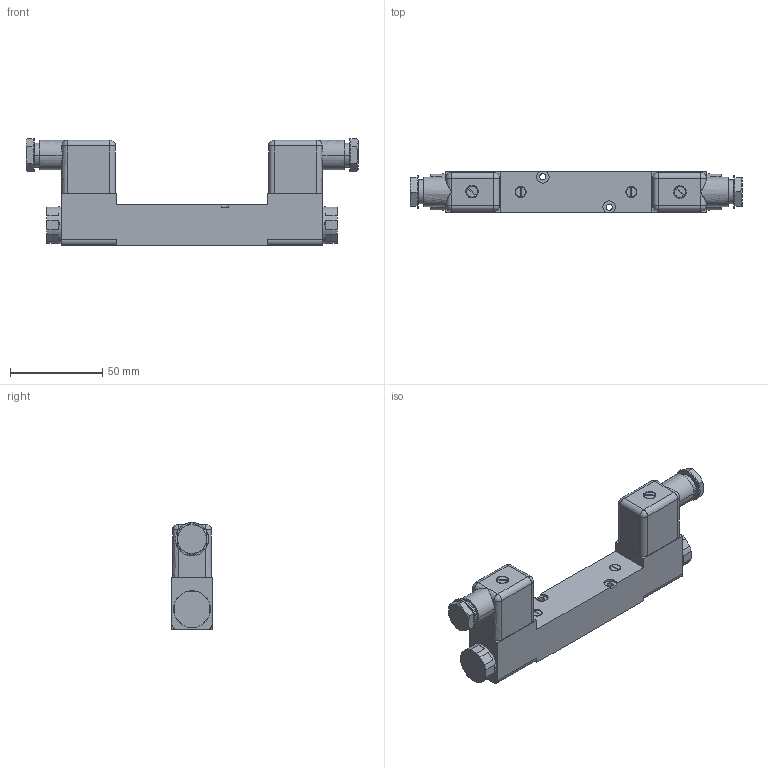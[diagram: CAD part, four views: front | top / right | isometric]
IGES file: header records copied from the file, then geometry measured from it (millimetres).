
Start section:  PTC IGES file: MH 520 304.igs
Global section: file name: MH 520 304.igs; native system: b.tamas by Parametric Technology Corporation; preprocessor: 2001360; author: Unknown; organization: PTC; date: 070205.141206; units: millimetre
Bounding box: 180 x 22 x 58 mm (x, y, z)
Surface area: 25235.7 mm2 (no closed solid volume)
Topology: 0 solids, 0 shells, 226 faces, 1064 edges, 1056 vertices
Faces by surface type: bspline 128, revolution 98
